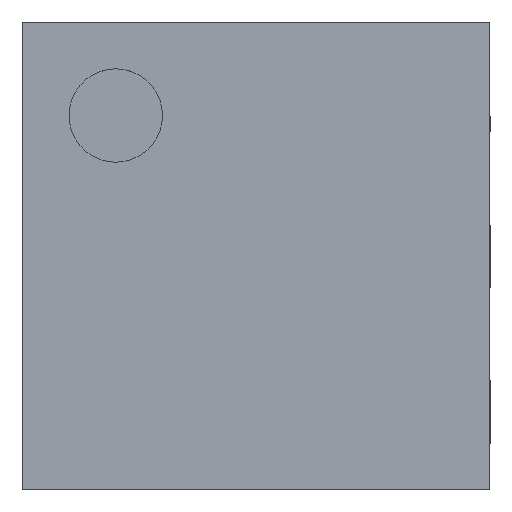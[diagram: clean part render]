
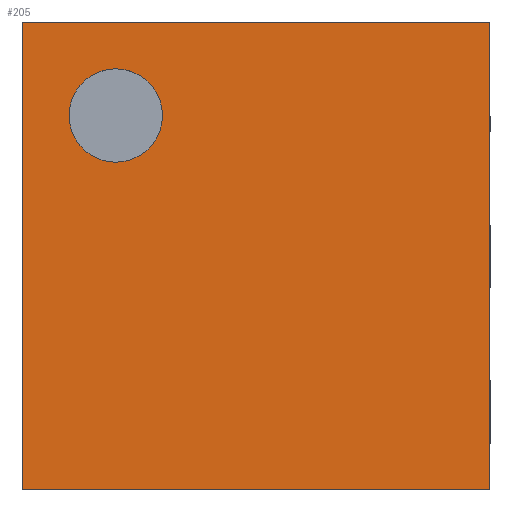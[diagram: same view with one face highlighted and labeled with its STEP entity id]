
A CAD part, top view. The second image highlights one B-rep face of the part: STEP entity #205.
In plain terms, the highlighted planar face has unit normal (0, 0, 1).
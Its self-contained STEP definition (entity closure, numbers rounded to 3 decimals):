
#21 = CARTESIAN_POINT ( 'NONE',  ( -0.75, 0.75, 0.98 ) ) ;
#61 = CARTESIAN_POINT ( 'NONE',  ( 0.75, -0.75, 0.98 ) ) ;
#96 = ORIENTED_EDGE ( 'NONE', *, *, #98, .F. ) ;
#98 = EDGE_CURVE ( 'NONE', #1561, #674, #1984, .T. ) ;
#172 = LINE ( 'NONE', #1631, #525 ) ;
#202 = CARTESIAN_POINT ( 'NONE',  ( -0.6, 0.45, 0.98 ) ) ;
#205 = ADVANCED_FACE ( 'NONE', ( #2139, #1767 ), #456, .T. ) ;
#381 = CARTESIAN_POINT ( 'NONE',  ( -0.75, 0.75, 0.98 ) ) ;
#383 = AXIS2_PLACEMENT_3D ( 'NONE', #926, #1084, #396 ) ;
#396 = DIRECTION ( 'NONE',  ( 1., 0., 0. ) ) ;
#455 = EDGE_CURVE ( 'NONE', #674, #1561, #1676, .T. ) ;
#456 = PLANE ( 'NONE',  #1428 ) ;
#459 = CARTESIAN_POINT ( 'NONE',  ( -0.75, 0.75, 0.98 ) ) ;
#525 = VECTOR ( 'NONE', #1975, 1000. ) ;
#582 = VECTOR ( 'NONE', #950, 1000. ) ;
#598 = LINE ( 'NONE', #459, #582 ) ;
#647 = VERTEX_POINT ( 'NONE', #1718 ) ;
#658 = LINE ( 'NONE', #1288, #1377 ) ;
#665 = EDGE_CURVE ( 'NONE', #1008, #2063, #892, .T. ) ;
#674 = VERTEX_POINT ( 'NONE', #1223 ) ;
#892 = LINE ( 'NONE', #381, #1415 ) ;
#895 = EDGE_CURVE ( 'NONE', #1536, #647, #658, .T. ) ;
#908 = ORIENTED_EDGE ( 'NONE', *, *, #895, .T. ) ;
#926 = CARTESIAN_POINT ( 'NONE',  ( -0.45, 0.45, 0.98 ) ) ;
#946 = DIRECTION ( 'NONE',  ( 0., 0., 1. ) ) ;
#950 = DIRECTION ( 'NONE',  ( -1., 0., 0. ) ) ;
#978 = EDGE_LOOP ( 'NONE', ( #908, #1369, #2049, #1685 ) ) ;
#1008 = VERTEX_POINT ( 'NONE', #21 ) ;
#1026 = CARTESIAN_POINT ( 'NONE',  ( -0.45, 0.45, 0.98 ) ) ;
#1035 = ORIENTED_EDGE ( 'NONE', *, *, #455, .F. ) ;
#1036 = DIRECTION ( 'NONE',  ( 0., 0., 1. ) ) ;
#1047 = AXIS2_PLACEMENT_3D ( 'NONE', #1026, #1036, #1701 ) ;
#1084 = DIRECTION ( 'NONE',  ( 0., 0., 1. ) ) ;
#1129 = EDGE_CURVE ( 'NONE', #647, #1008, #598, .T. ) ;
#1223 = CARTESIAN_POINT ( 'NONE',  ( -0.3, 0.45, 0.98 ) ) ;
#1288 = CARTESIAN_POINT ( 'NONE',  ( 0.75, 0.75, 0.98 ) ) ;
#1369 = ORIENTED_EDGE ( 'NONE', *, *, #1129, .T. ) ;
#1377 = VECTOR ( 'NONE', #1993, 1000. ) ;
#1384 = DIRECTION ( 'NONE',  ( 0., -1., 0. ) ) ;
#1415 = VECTOR ( 'NONE', #1384, 1000. ) ;
#1425 = CARTESIAN_POINT ( 'NONE',  ( -0.75, -0.75, 0.98 ) ) ;
#1428 = AXIS2_PLACEMENT_3D ( 'NONE', #2115, #946, #1949 ) ;
#1536 = VERTEX_POINT ( 'NONE', #61 ) ;
#1561 = VERTEX_POINT ( 'NONE', #202 ) ;
#1631 = CARTESIAN_POINT ( 'NONE',  ( -0.75, -0.75, 0.98 ) ) ;
#1632 = EDGE_LOOP ( 'NONE', ( #1035, #96 ) ) ;
#1676 = CIRCLE ( 'NONE', #1047, 0.15 ) ;
#1685 = ORIENTED_EDGE ( 'NONE', *, *, #2082, .T. ) ;
#1701 = DIRECTION ( 'NONE',  ( 1., 0., 0. ) ) ;
#1718 = CARTESIAN_POINT ( 'NONE',  ( 0.75, 0.75, 0.98 ) ) ;
#1767 = FACE_OUTER_BOUND ( 'NONE', #978, .T. ) ;
#1949 = DIRECTION ( 'NONE',  ( 1., 0., 0. ) ) ;
#1975 = DIRECTION ( 'NONE',  ( 1., 0., 0. ) ) ;
#1984 = CIRCLE ( 'NONE', #383, 0.15 ) ;
#1993 = DIRECTION ( 'NONE',  ( 0., 1., 0. ) ) ;
#2049 = ORIENTED_EDGE ( 'NONE', *, *, #665, .T. ) ;
#2063 = VERTEX_POINT ( 'NONE', #1425 ) ;
#2082 = EDGE_CURVE ( 'NONE', #2063, #1536, #172, .T. ) ;
#2115 = CARTESIAN_POINT ( 'NONE',  ( 0., 0., 0.98 ) ) ;
#2139 = FACE_BOUND ( 'NONE', #1632, .T. ) ;
